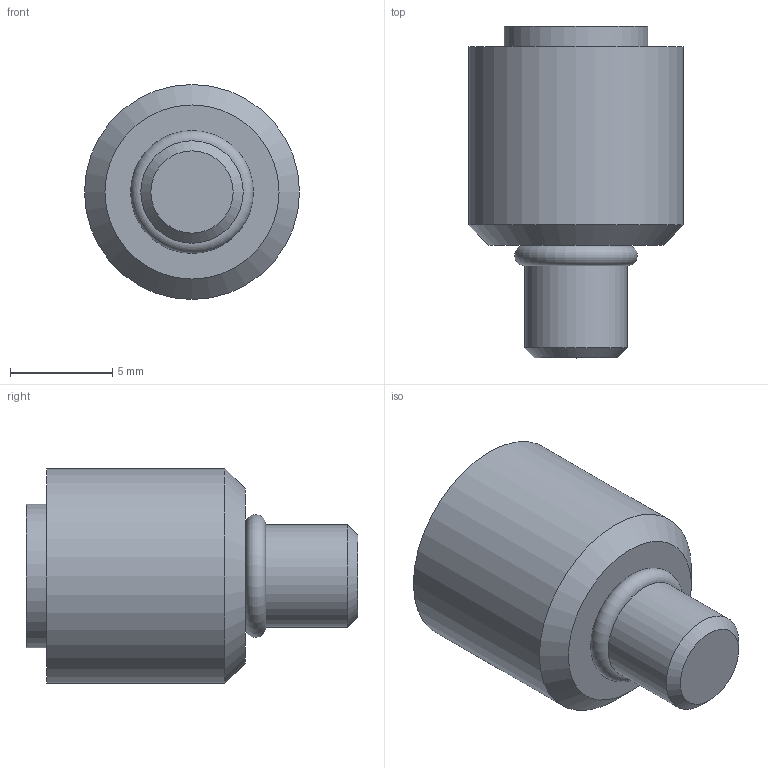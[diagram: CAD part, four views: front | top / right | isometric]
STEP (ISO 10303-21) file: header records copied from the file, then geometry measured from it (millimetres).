
FILE_DESCRIPTION(/* description */ ('STEP AP214'),/* implementation_level */ '2;1');
FILE_NAME(/* name */ '8097333_DADP-TF-F3-32',/* time_stamp */ '2024-08-12T19:59:25+02:00',/* author */ ('License CC BY-ND 4.0'),/* organization */ ('CADENAS'),/* preprocessor_version */ 'ST-DEVELOPER v19.3',/* originating_system */ 'PARTsolutions',/* authorisation */ ' ');
FILE_SCHEMA (('AUTOMOTIVE_DESIGN {1 0 10303 214 3 1 1}'));
Length unit declared in the file: millimetre
Products named in the file (1): 8097333 DADP-TF-F3-32
Bounding box: 10.5 x 16.2 x 10.5 mm (x, y, z)
Volume: 920.5 mm3; surface area: 640.6 mm2
Topology: 1 solids, 1 shells, 12 faces, 21 edges, 13 vertices
Faces by surface type: cylinder 4, plane 4, cone 3, torus 1
Full cylindrical faces by diameter (mm): 4 x1, 5 x1, 7 x1, 10.5 x1
Entity records: 346 total; most frequent: DIRECTION 48, CARTESIAN_POINT 36, AXIS2_PLACEMENT_3D 24, FACE_BOUND 23, ORIENTED_EDGE 22, EDGE_LOOP 22, VERTEX_POINT 12, STYLED_ITEM 12
